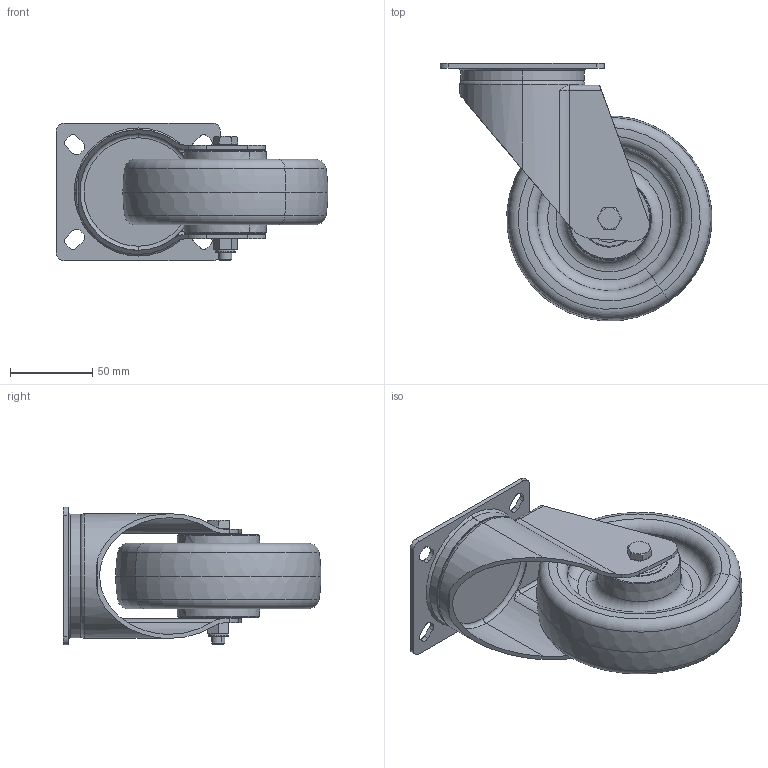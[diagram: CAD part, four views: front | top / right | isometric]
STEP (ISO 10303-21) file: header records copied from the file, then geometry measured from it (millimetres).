
FILE_DESCRIPTION (( 'STEP AP214' ), '1' );
FILE_NAME ('0029916_L-MV-PUZK-125-K-3_(A-03).step', '2019-10-11T10:59:55', ( '' ), ( '' ), 'SwSTEP 2.0', 'SolidWorks 2018', '' );
FILE_SCHEMA (( 'AUTOMOTIVE_DESIGN' ));
Length unit declared in the file: millimetre
Products named in the file (1): 0029916_L-MV-PUZK-125-K-3_(A-03)
Bounding box: 165.35 x 156.85 x 84 mm (x, y, z)
Surface area: 168384.9 mm2 (no closed solid volume)
Topology: 0 solids, 16 shells, 593 faces, 1444 edges, 898 vertices
Faces by surface type: torus 250, cylinder 151, plane 120, cone 72
Entity records: 25109 total; most frequent: CARTESIAN_POINT 4227, DIRECTION 3230, ORIENTED_EDGE 2888, AXIS2_PLACEMENT_3D 1449, EDGE_CURVE 1444, VERTEX_POINT 898, CIRCLE 855, EDGE_LOOP 648
